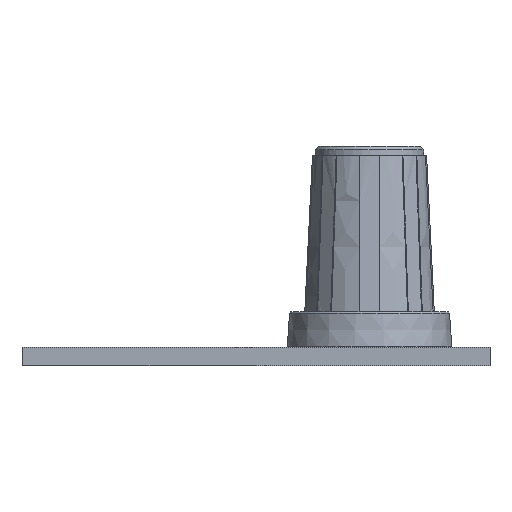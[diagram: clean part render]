
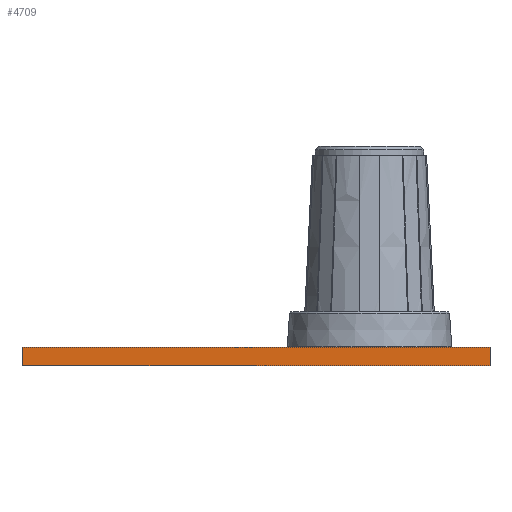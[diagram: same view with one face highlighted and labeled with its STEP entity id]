
A CAD part, front view. The second image highlights one B-rep face of the part: STEP entity #4709.
In plain terms, the highlighted planar face has unit normal (0, -1, 0).
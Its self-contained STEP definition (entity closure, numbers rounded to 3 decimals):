
#4593 = EDGE_CURVE('',#4594,#4596,#4598,.T.);
#4594 = VERTEX_POINT('',#4595);
#4595 = CARTESIAN_POINT('',(-20.2,-64.25,0.));
#4596 = VERTEX_POINT('',#4597);
#4597 = CARTESIAN_POINT('',(-20.2,-64.25,1.6));
#4598 = SURFACE_CURVE('',#4599,(#4603,#4615),.PCURVE_S1.);
#4599 = LINE('',#4600,#4601);
#4600 = CARTESIAN_POINT('',(-20.2,-64.25,0.));
#4601 = VECTOR('',#4602,1.);
#4602 = DIRECTION('',(0.,0.,1.));
#4603 = PCURVE('',#4604,#4609);
#4604 = PLANE('',#4605);
#4605 = AXIS2_PLACEMENT_3D('',#4606,#4607,#4608);
#4606 = CARTESIAN_POINT('',(-20.2,-64.25,0.));
#4607 = DIRECTION('',(-1.,0.,0.));
#4608 = DIRECTION('',(0.,1.,0.));
#4609 = DEFINITIONAL_REPRESENTATION('',(#4610),#4614);
#4610 = LINE('',#4611,#4612);
#4611 = CARTESIAN_POINT('',(0.,0.));
#4612 = VECTOR('',#4613,1.);
#4613 = DIRECTION('',(0.,-1.));
#4614 = ( GEOMETRIC_REPRESENTATION_CONTEXT(2) 
PARAMETRIC_REPRESENTATION_CONTEXT() REPRESENTATION_CONTEXT('2D SPACE',''
  ) );
#4615 = PCURVE('',#4616,#4621);
#4616 = PLANE('',#4617);
#4617 = AXIS2_PLACEMENT_3D('',#4618,#4619,#4620);
#4618 = CARTESIAN_POINT('',(20.2,-64.25,0.));
#4619 = DIRECTION('',(0.,-1.,0.));
#4620 = DIRECTION('',(-1.,0.,0.));
#4621 = DEFINITIONAL_REPRESENTATION('',(#4622),#4626);
#4622 = LINE('',#4623,#4624);
#4623 = CARTESIAN_POINT('',(40.4,0.));
#4624 = VECTOR('',#4625,1.);
#4625 = DIRECTION('',(0.,-1.));
#4626 = ( GEOMETRIC_REPRESENTATION_CONTEXT(2) 
PARAMETRIC_REPRESENTATION_CONTEXT() REPRESENTATION_CONTEXT('2D SPACE',''
  ) );
#4644 = PLANE('',#4645);
#4645 = AXIS2_PLACEMENT_3D('',#4646,#4647,#4648);
#4646 = CARTESIAN_POINT('',(0.,0.,1.6));
#4647 = DIRECTION('',(-0.,-0.,-1.));
#4648 = DIRECTION('',(-1.,0.,0.));
#4698 = PLANE('',#4699);
#4699 = AXIS2_PLACEMENT_3D('',#4700,#4701,#4702);
#4700 = CARTESIAN_POINT('',(0.,0.,0.));
#4701 = DIRECTION('',(-0.,-0.,-1.));
#4702 = DIRECTION('',(-1.,0.,0.));
#4709 = ADVANCED_FACE('',(#4710),#4616,.T.);
#4710 = FACE_BOUND('',#4711,.T.);
#4711 = EDGE_LOOP('',(#4712,#4742,#4763,#4764));
#4712 = ORIENTED_EDGE('',*,*,#4713,.T.);
#4713 = EDGE_CURVE('',#4714,#4716,#4718,.T.);
#4714 = VERTEX_POINT('',#4715);
#4715 = CARTESIAN_POINT('',(20.2,-64.25,0.));
#4716 = VERTEX_POINT('',#4717);
#4717 = CARTESIAN_POINT('',(20.2,-64.25,1.6));
#4718 = SURFACE_CURVE('',#4719,(#4723,#4730),.PCURVE_S1.);
#4719 = LINE('',#4720,#4721);
#4720 = CARTESIAN_POINT('',(20.2,-64.25,0.));
#4721 = VECTOR('',#4722,1.);
#4722 = DIRECTION('',(0.,0.,1.));
#4723 = PCURVE('',#4616,#4724);
#4724 = DEFINITIONAL_REPRESENTATION('',(#4725),#4729);
#4725 = LINE('',#4726,#4727);
#4726 = CARTESIAN_POINT('',(0.,-0.));
#4727 = VECTOR('',#4728,1.);
#4728 = DIRECTION('',(0.,-1.));
#4729 = ( GEOMETRIC_REPRESENTATION_CONTEXT(2) 
PARAMETRIC_REPRESENTATION_CONTEXT() REPRESENTATION_CONTEXT('2D SPACE',''
  ) );
#4730 = PCURVE('',#4731,#4736);
#4731 = PLANE('',#4732);
#4732 = AXIS2_PLACEMENT_3D('',#4733,#4734,#4735);
#4733 = CARTESIAN_POINT('',(20.2,64.25,0.));
#4734 = DIRECTION('',(1.,0.,-0.));
#4735 = DIRECTION('',(0.,-1.,0.));
#4736 = DEFINITIONAL_REPRESENTATION('',(#4737),#4741);
#4737 = LINE('',#4738,#4739);
#4738 = CARTESIAN_POINT('',(128.5,0.));
#4739 = VECTOR('',#4740,1.);
#4740 = DIRECTION('',(0.,-1.));
#4741 = ( GEOMETRIC_REPRESENTATION_CONTEXT(2) 
PARAMETRIC_REPRESENTATION_CONTEXT() REPRESENTATION_CONTEXT('2D SPACE',''
  ) );
#4742 = ORIENTED_EDGE('',*,*,#4743,.T.);
#4743 = EDGE_CURVE('',#4716,#4596,#4744,.T.);
#4744 = SURFACE_CURVE('',#4745,(#4749,#4756),.PCURVE_S1.);
#4745 = LINE('',#4746,#4747);
#4746 = CARTESIAN_POINT('',(20.2,-64.25,1.6));
#4747 = VECTOR('',#4748,1.);
#4748 = DIRECTION('',(-1.,0.,0.));
#4749 = PCURVE('',#4616,#4750);
#4750 = DEFINITIONAL_REPRESENTATION('',(#4751),#4755);
#4751 = LINE('',#4752,#4753);
#4752 = CARTESIAN_POINT('',(0.,-1.6));
#4753 = VECTOR('',#4754,1.);
#4754 = DIRECTION('',(1.,0.));
#4755 = ( GEOMETRIC_REPRESENTATION_CONTEXT(2) 
PARAMETRIC_REPRESENTATION_CONTEXT() REPRESENTATION_CONTEXT('2D SPACE',''
  ) );
#4756 = PCURVE('',#4644,#4757);
#4757 = DEFINITIONAL_REPRESENTATION('',(#4758),#4762);
#4758 = LINE('',#4759,#4760);
#4759 = CARTESIAN_POINT('',(-20.2,-64.25));
#4760 = VECTOR('',#4761,1.);
#4761 = DIRECTION('',(1.,0.));
#4762 = ( GEOMETRIC_REPRESENTATION_CONTEXT(2) 
PARAMETRIC_REPRESENTATION_CONTEXT() REPRESENTATION_CONTEXT('2D SPACE',''
  ) );
#4763 = ORIENTED_EDGE('',*,*,#4593,.F.);
#4764 = ORIENTED_EDGE('',*,*,#4765,.F.);
#4765 = EDGE_CURVE('',#4714,#4594,#4766,.T.);
#4766 = SURFACE_CURVE('',#4767,(#4771,#4778),.PCURVE_S1.);
#4767 = LINE('',#4768,#4769);
#4768 = CARTESIAN_POINT('',(20.2,-64.25,0.));
#4769 = VECTOR('',#4770,1.);
#4770 = DIRECTION('',(-1.,0.,0.));
#4771 = PCURVE('',#4616,#4772);
#4772 = DEFINITIONAL_REPRESENTATION('',(#4773),#4777);
#4773 = LINE('',#4774,#4775);
#4774 = CARTESIAN_POINT('',(0.,-0.));
#4775 = VECTOR('',#4776,1.);
#4776 = DIRECTION('',(1.,0.));
#4777 = ( GEOMETRIC_REPRESENTATION_CONTEXT(2) 
PARAMETRIC_REPRESENTATION_CONTEXT() REPRESENTATION_CONTEXT('2D SPACE',''
  ) );
#4778 = PCURVE('',#4698,#4779);
#4779 = DEFINITIONAL_REPRESENTATION('',(#4780),#4784);
#4780 = LINE('',#4781,#4782);
#4781 = CARTESIAN_POINT('',(-20.2,-64.25));
#4782 = VECTOR('',#4783,1.);
#4783 = DIRECTION('',(1.,0.));
#4784 = ( GEOMETRIC_REPRESENTATION_CONTEXT(2) 
PARAMETRIC_REPRESENTATION_CONTEXT() REPRESENTATION_CONTEXT('2D SPACE',''
  ) );
